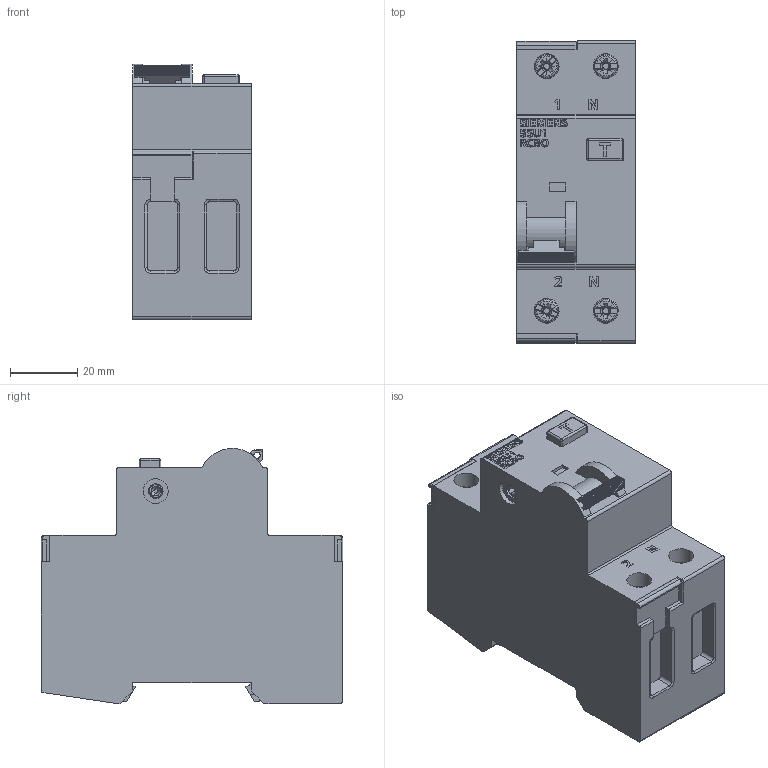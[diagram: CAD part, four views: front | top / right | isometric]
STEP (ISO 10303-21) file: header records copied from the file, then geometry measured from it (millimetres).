
FILE_DESCRIPTION(/* description */ (''),/* implementation_level */ '2;1');
FILE_NAME(/* name */ 'G_I202_XX_31947V.stp',/* time_stamp */ '2023-10-24T09:23:04+02:00',/* author */ (''),/* organization */ (''),/* preprocessor_version */ 'ST-DEVELOPER v18.101',/* originating_system */ 'SIEMENS PLM Software NX 2008',/* authorisation */ '');
FILE_SCHEMA (('AUTOMOTIVE_DESIGN { 1 0 10303 214 3 1 1 1 }'));
Length unit declared in the file: millimetre
Products named in the file (1): 5SU1_G_I202_XX_31947_S-AA_G_I202_XX_31947V_stp
Bounding box: 35.4 x 89.8 x 75.9 mm (x, y, z)
Volume: 178733.7 mm3; surface area: 26960.6 mm2
Topology: 5 solids, 5 shells, 786 faces, 2063 edges, 1331 vertices
Faces by surface type: plane 439, cylinder 126, cone 80, bspline 73, extrusion 39, torus 17, revolution 8, sphere 4
Full cylindrical faces by diameter (mm): 4.4 x3, 7.4 x6
Entity records: 29148 total; most frequent: CARTESIAN_POINT 8104, ORIENTED_EDGE 4090, DIRECTION 3436, EDGE_CURVE 2045, VERTEX_POINT 1328, VECTOR 1234, LINE 1195, AXIS2_PLACEMENT_3D 1097
